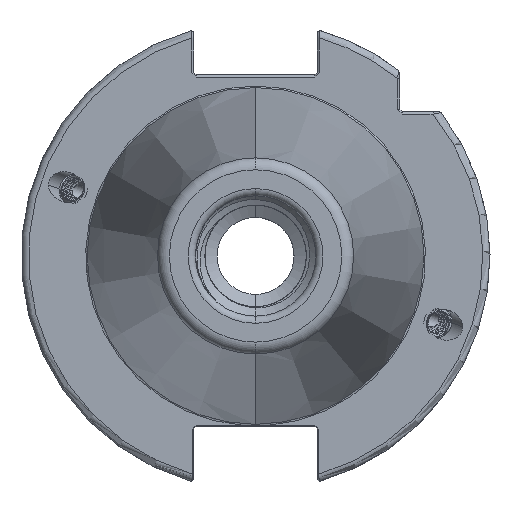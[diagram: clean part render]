
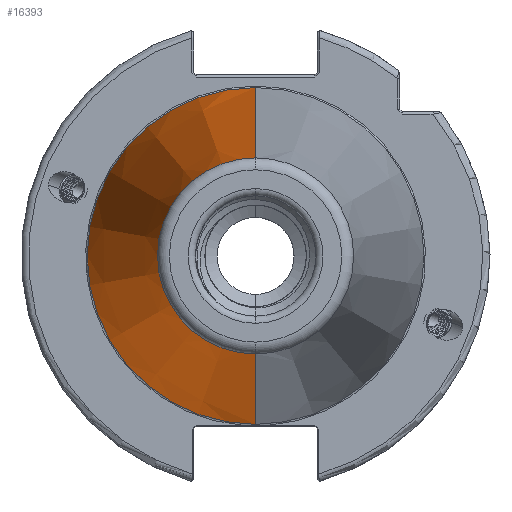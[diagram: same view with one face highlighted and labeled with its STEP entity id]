
A CAD part, left-side view. The second image highlights one B-rep face of the part: STEP entity #16393.
In plain terms, the highlighted conical face has half-angle 8.297 degrees and reference radius 35.392 mm.
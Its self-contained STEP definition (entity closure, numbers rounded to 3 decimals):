
#1443 = EDGE_CURVE ( 'NONE', #26697, #23552, #12781, .T. ) ;
#1444 = EDGE_CURVE ( 'NONE', #23552, #23535, #12708, .T. ) ;
#1491 = EDGE_CURVE ( 'NONE', #26697, #23533, #12904, .T. ) ;
#1501 = EDGE_CURVE ( 'NONE', #26711, #23535, #12821, .T. ) ;
#1528 = EDGE_CURVE ( 'NONE', #23533, #26711, #12919, .T. ) ;
#4617 = AXIS2_PLACEMENT_3D ( 'NONE', #16840, #16878, #16862 ) ;
#4726 = AXIS2_PLACEMENT_3D ( 'NONE', #29671, #29670, #29643 ) ;
#4728 = AXIS2_PLACEMENT_3D ( 'NONE', #14075, #14043, #14064 ) ;
#4754 = AXIS2_PLACEMENT_3D ( 'NONE', #14220, #14223, #14230 ) ;
#6079 = EDGE_LOOP ( 'NONE', ( #29811, #28335, #28312, #28325, #28304 ) ) ;
#11090 = CARTESIAN_POINT ( 'NONE',  ( -2.5, 0., -35.027 ) ) ;
#11228 = CARTESIAN_POINT ( 'NONE',  ( -2.5, 0., 35.027 ) ) ;
#11284 = CARTESIAN_POINT ( 'NONE',  ( -102.811, 0., 20.399 ) ) ;
#12708 = LINE ( 'NONE', #29673, #12800 ) ;
#12781 = CIRCLE ( 'NONE', #4726, 20.399 ) ;
#12800 = VECTOR ( 'NONE', #29680, 1000. ) ;
#12821 = CIRCLE ( 'NONE', #4728, 35.027 ) ;
#12837 = VECTOR ( 'NONE', #13801, 1000. ) ;
#12904 = LINE ( 'NONE', #13812, #12837 ) ;
#12919 = CIRCLE ( 'NONE', #4754, 35.027 ) ;
#13801 = DIRECTION ( 'NONE',  ( 0.99, 0., -0.144 ) ) ;
#13812 = CARTESIAN_POINT ( 'NONE',  ( 0., 0., -35.392 ) ) ;
#14043 = DIRECTION ( 'NONE',  ( 1., 0., 0. ) ) ;
#14064 = DIRECTION ( 'NONE',  ( 0., 1., 0. ) ) ;
#14075 = CARTESIAN_POINT ( 'NONE',  ( -2.5, 0., 0. ) ) ;
#14220 = CARTESIAN_POINT ( 'NONE',  ( -2.5, 0., 0. ) ) ;
#14223 = DIRECTION ( 'NONE',  ( 1., 0., 0. ) ) ;
#14230 = DIRECTION ( 'NONE',  ( 0., 1., 0. ) ) ;
#14856 = FACE_OUTER_BOUND ( 'NONE', #6079, .T. ) ;
#14886 = CONICAL_SURFACE ( 'NONE', #4617, 35.392, 0.145 ) ;
#16393 = ADVANCED_FACE ( 'NONE', ( #14856 ), #14886, .T. ) ;
#16840 = CARTESIAN_POINT ( 'NONE',  ( 0., 0., 0. ) ) ;
#16862 = DIRECTION ( 'NONE',  ( 0., 0., -1. ) ) ;
#16878 = DIRECTION ( 'NONE',  ( 1., 0., 0. ) ) ;
#22551 = CARTESIAN_POINT ( 'NONE',  ( -2.5, 35.027, 0. ) ) ;
#22801 = CARTESIAN_POINT ( 'NONE',  ( -102.811, 0., -20.399 ) ) ;
#23533 = VERTEX_POINT ( 'NONE', #11090 ) ;
#23535 = VERTEX_POINT ( 'NONE', #11228 ) ;
#23552 = VERTEX_POINT ( 'NONE', #11284 ) ;
#26697 = VERTEX_POINT ( 'NONE', #22801 ) ;
#26711 = VERTEX_POINT ( 'NONE', #22551 ) ;
#28304 = ORIENTED_EDGE ( 'NONE', *, *, #1491, .F. ) ;
#28312 = ORIENTED_EDGE ( 'NONE', *, *, #1501, .F. ) ;
#28325 = ORIENTED_EDGE ( 'NONE', *, *, #1528, .F. ) ;
#28335 = ORIENTED_EDGE ( 'NONE', *, *, #1444, .T. ) ;
#29643 = DIRECTION ( 'NONE',  ( 0., 0., 1. ) ) ;
#29670 = DIRECTION ( 'NONE',  ( 1., 0., 0. ) ) ;
#29671 = CARTESIAN_POINT ( 'NONE',  ( -102.811, 0., 0. ) ) ;
#29673 = CARTESIAN_POINT ( 'NONE',  ( 0., 0., 35.392 ) ) ;
#29680 = DIRECTION ( 'NONE',  ( 0.99, 0., 0.144 ) ) ;
#29811 = ORIENTED_EDGE ( 'NONE', *, *, #1443, .T. ) ;
